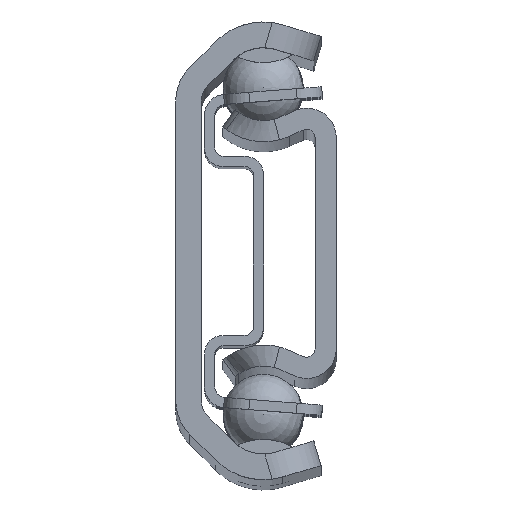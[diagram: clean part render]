
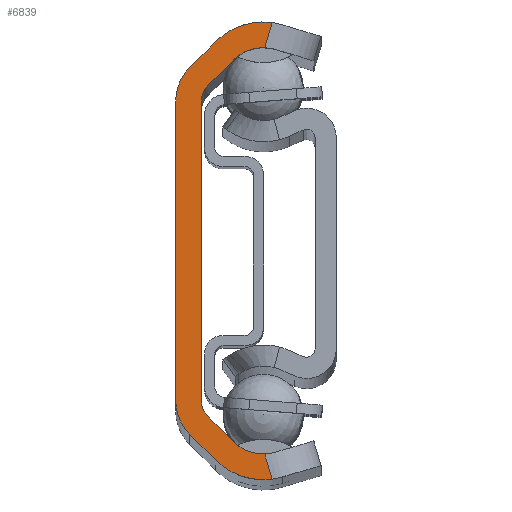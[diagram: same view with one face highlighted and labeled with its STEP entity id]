
A CAD part, top view. The second image highlights one B-rep face of the part: STEP entity #6839.
In plain terms, the highlighted planar face has unit normal (0, 0, 1).
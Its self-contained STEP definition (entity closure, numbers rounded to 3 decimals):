
#226=PLANE('',#7347);
#419=FACE_OUTER_BOUND('',#762,.T.);
#762=EDGE_LOOP('',(#4749,#4750,#4751,#4752,#4753,#4754,#4755,#4756,#4757,
#4758,#4759,#4760,#4761,#4762,#4763,#4764));
#1194=LINE('',#10289,#1873);
#1195=LINE('',#10292,#1874);
#1196=LINE('',#10296,#1875);
#1197=LINE('',#10300,#1876);
#1198=LINE('',#10304,#1877);
#1199=LINE('',#10308,#1878);
#1200=LINE('',#10312,#1879);
#1201=LINE('',#10315,#1880);
#1873=VECTOR('',#8218,10.);
#1874=VECTOR('',#8221,10.);
#1875=VECTOR('',#8224,10.);
#1876=VECTOR('',#8227,10.);
#1877=VECTOR('',#8230,10.);
#1878=VECTOR('',#8233,10.);
#1879=VECTOR('',#8236,10.);
#1880=VECTOR('',#8239,10.);
#2487=CIRCLE('',#7301,4.01);
#2513=CIRCLE('',#7342,2.49);
#2515=CIRCLE('',#7348,1.28);
#2516=CIRCLE('',#7349,1.28);
#2517=CIRCLE('',#7350,2.49);
#2518=CIRCLE('',#7351,4.01);
#2519=CIRCLE('',#7352,2.8);
#2520=CIRCLE('',#7353,2.8);
#2835=VERTEX_POINT('',#10106);
#2836=VERTEX_POINT('',#10111);
#2892=VERTEX_POINT('',#10260);
#2893=VERTEX_POINT('',#10262);
#2896=VERTEX_POINT('',#10291);
#2897=VERTEX_POINT('',#10293);
#2898=VERTEX_POINT('',#10295);
#2899=VERTEX_POINT('',#10297);
#2900=VERTEX_POINT('',#10299);
#2901=VERTEX_POINT('',#10301);
#2902=VERTEX_POINT('',#10303);
#2903=VERTEX_POINT('',#10305);
#2904=VERTEX_POINT('',#10307);
#2905=VERTEX_POINT('',#10309);
#2906=VERTEX_POINT('',#10311);
#2907=VERTEX_POINT('',#10313);
#3552=EDGE_CURVE('',#2835,#2836,#2487,.T.);
#3623=EDGE_CURVE('',#2892,#2893,#2513,.T.);
#3631=EDGE_CURVE('',#2893,#2835,#1194,.T.);
#3632=EDGE_CURVE('',#2896,#2892,#1195,.T.);
#3633=EDGE_CURVE('',#2897,#2896,#2515,.T.);
#3634=EDGE_CURVE('',#2898,#2897,#1196,.T.);
#3635=EDGE_CURVE('',#2899,#2898,#2516,.T.);
#3636=EDGE_CURVE('',#2900,#2899,#1197,.T.);
#3637=EDGE_CURVE('',#2901,#2900,#2517,.T.);
#3638=EDGE_CURVE('',#2902,#2901,#1198,.T.);
#3639=EDGE_CURVE('',#2903,#2902,#2518,.T.);
#3640=EDGE_CURVE('',#2904,#2903,#1199,.T.);
#3641=EDGE_CURVE('',#2905,#2904,#2519,.T.);
#3642=EDGE_CURVE('',#2906,#2905,#1200,.T.);
#3643=EDGE_CURVE('',#2907,#2906,#2520,.T.);
#3644=EDGE_CURVE('',#2836,#2907,#1201,.T.);
#4749=ORIENTED_EDGE('',*,*,#3631,.F.);
#4750=ORIENTED_EDGE('',*,*,#3623,.F.);
#4751=ORIENTED_EDGE('',*,*,#3632,.F.);
#4752=ORIENTED_EDGE('',*,*,#3633,.F.);
#4753=ORIENTED_EDGE('',*,*,#3634,.F.);
#4754=ORIENTED_EDGE('',*,*,#3635,.F.);
#4755=ORIENTED_EDGE('',*,*,#3636,.F.);
#4756=ORIENTED_EDGE('',*,*,#3637,.F.);
#4757=ORIENTED_EDGE('',*,*,#3638,.F.);
#4758=ORIENTED_EDGE('',*,*,#3639,.F.);
#4759=ORIENTED_EDGE('',*,*,#3640,.F.);
#4760=ORIENTED_EDGE('',*,*,#3641,.F.);
#4761=ORIENTED_EDGE('',*,*,#3642,.F.);
#4762=ORIENTED_EDGE('',*,*,#3643,.F.);
#4763=ORIENTED_EDGE('',*,*,#3644,.F.);
#4764=ORIENTED_EDGE('',*,*,#3552,.F.);
#6839=ADVANCED_FACE('',(#419),#226,.T.);
#7301=AXIS2_PLACEMENT_3D('',#10112,#8080,#8081);
#7342=AXIS2_PLACEMENT_3D('',#10263,#8205,#8206);
#7347=AXIS2_PLACEMENT_3D('',#10290,#8219,#8220);
#7348=AXIS2_PLACEMENT_3D('',#10294,#8222,#8223);
#7349=AXIS2_PLACEMENT_3D('',#10298,#8225,#8226);
#7350=AXIS2_PLACEMENT_3D('',#10302,#8228,#8229);
#7351=AXIS2_PLACEMENT_3D('',#10306,#8231,#8232);
#7352=AXIS2_PLACEMENT_3D('',#10310,#8234,#8235);
#7353=AXIS2_PLACEMENT_3D('',#10314,#8237,#8238);
#8080=DIRECTION('center_axis',(0.,0.,-1.));
#8081=DIRECTION('ref_axis',(-0.707,-0.707,0.));
#8205=DIRECTION('center_axis',(0.,0.,1.));
#8206=DIRECTION('ref_axis',(0.707,0.707,0.));
#8218=DIRECTION('',(0.285,-0.959,0.));
#8219=DIRECTION('center_axis',(0.,0.,1.));
#8220=DIRECTION('ref_axis',(1.,0.,0.));
#8221=DIRECTION('',(0.707,-0.707,0.));
#8222=DIRECTION('center_axis',(0.,0.,1.));
#8223=DIRECTION('ref_axis',(1.,0.,0.));
#8224=DIRECTION('',(0.,-1.,0.));
#8225=DIRECTION('center_axis',(0.,0.,1.));
#8226=DIRECTION('ref_axis',(0.707,-0.707,0.));
#8227=DIRECTION('',(-0.707,-0.707,0.));
#8228=DIRECTION('center_axis',(0.,0.,1.));
#8229=DIRECTION('ref_axis',(-0.285,-0.959,0.));
#8230=DIRECTION('',(-0.285,-0.959,0.));
#8231=DIRECTION('center_axis',(0.,0.,-1.));
#8232=DIRECTION('ref_axis',(0.285,0.959,0.));
#8233=DIRECTION('',(0.707,0.707,0.));
#8234=DIRECTION('center_axis',(0.,0.,-1.));
#8235=DIRECTION('ref_axis',(-0.707,0.707,0.));
#8236=DIRECTION('',(0.,1.,0.));
#8237=DIRECTION('center_axis',(0.,0.,-1.));
#8238=DIRECTION('ref_axis',(-1.,0.,0.));
#8239=DIRECTION('',(-0.707,0.707,0.));
#10106=CARTESIAN_POINT('',(0.53,-13.51,175.));
#10111=CARTESIAN_POINT('',(-2.835,-12.37,175.));
#10112=CARTESIAN_POINT('Origin',(0.,-9.535,175.));
#10260=CARTESIAN_POINT('',(-1.761,-11.296,175.));
#10262=CARTESIAN_POINT('',(0.089,-12.023,175.));
#10263=CARTESIAN_POINT('Origin',(0.,-9.535,175.));
#10289=CARTESIAN_POINT('',(-1.647,-6.182,175.));
#10290=CARTESIAN_POINT('Origin',(-2.512,0.,
175.));
#10291=CARTESIAN_POINT('',(-3.285,-9.771,175.));
#10292=CARTESIAN_POINT('',(-1.761,-11.296,175.));
#10293=CARTESIAN_POINT('',(-3.66,-8.866,175.));
#10294=CARTESIAN_POINT('Origin',(-2.38,-8.866,175.));
#10295=CARTESIAN_POINT('',(-3.66,8.866,175.));
#10296=CARTESIAN_POINT('',(-3.66,-8.866,175.));
#10297=CARTESIAN_POINT('',(-3.285,9.771,175.));
#10298=CARTESIAN_POINT('Origin',(-2.38,8.866,175.));
#10299=CARTESIAN_POINT('',(-1.761,11.296,175.));
#10300=CARTESIAN_POINT('',(-3.285,9.771,175.));
#10301=CARTESIAN_POINT('',(0.089,12.023,175.));
#10302=CARTESIAN_POINT('Origin',(0.,9.535,175.));
#10303=CARTESIAN_POINT('',(0.53,13.51,175.));
#10304=CARTESIAN_POINT('',(-1.43,6.911,175.));
#10305=CARTESIAN_POINT('',(-2.835,12.37,175.));
#10306=CARTESIAN_POINT('Origin',(0.,9.535,175.));
#10307=CARTESIAN_POINT('',(-4.36,10.846,175.));
#10308=CARTESIAN_POINT('',(-2.835,12.37,175.));
#10309=CARTESIAN_POINT('',(-5.18,8.866,175.));
#10310=CARTESIAN_POINT('Origin',(-2.38,8.866,175.));
#10311=CARTESIAN_POINT('',(-5.18,-8.866,175.));
#10312=CARTESIAN_POINT('',(-5.18,8.866,175.));
#10313=CARTESIAN_POINT('',(-4.36,-10.846,175.));
#10314=CARTESIAN_POINT('Origin',(-2.38,-8.866,175.));
#10315=CARTESIAN_POINT('',(-4.36,-10.846,175.));
